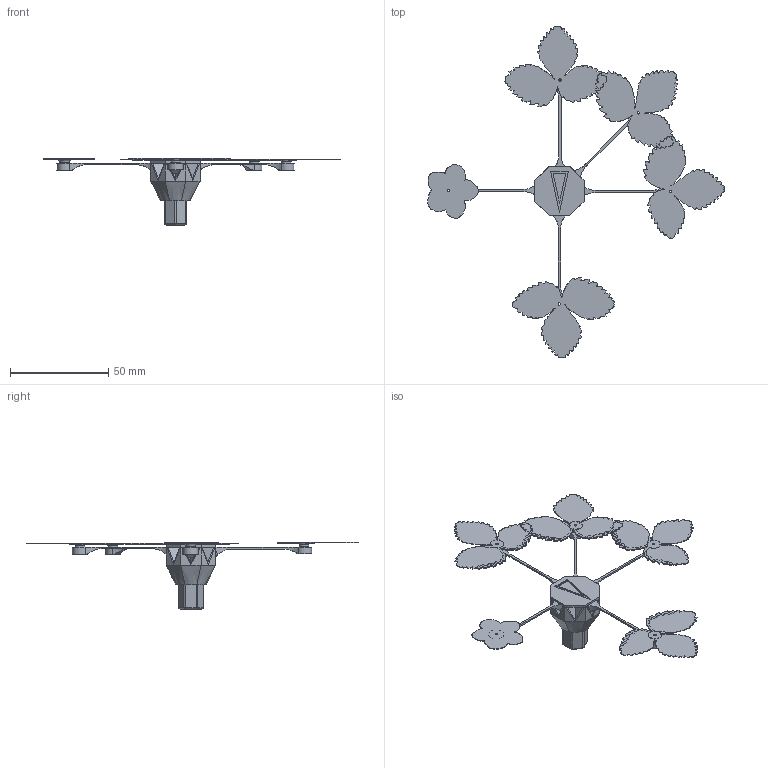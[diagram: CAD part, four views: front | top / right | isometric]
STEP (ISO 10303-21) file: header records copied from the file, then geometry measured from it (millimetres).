
FILE_DESCRIPTION(/* description */ (''),/* implementation_level */ '2;1');
FILE_NAME(/* name */ 'V3_Basic_Disp v6.step',/* time_stamp */ '2024-01-07T13:04:04-08:00',/* author */ (''),/* organization */ (''),/* preprocessor_version */ 'ST-DEVELOPER v20',/* originating_system */ 'Autodesk Translation Framework v12.14.0.127',/* authorisation */ '');
FILE_SCHEMA (('AUTOMOTIVE_DESIGN { 1 0 10303 214 3 1 1 }'));
Products named in the file (8): V3_Basic_Disp; Leaves_Printable v10; Component1; Stem_Long; Leaves_Printable v10_1; Leaves_Printable v10 (1); Leaves_Printable v10 (1)_1; Flower
Assembly tree (10 placements, depth 2):
  V3_Basic_Disp
    Leaves_Printable v10
    Component1
    Stem_Long  x4
    Leaves_Printable v10_1
    Leaves_Printable v10 (1)
    Leaves_Printable v10 (1)_1
    Flower
Bounding box: 150.83 x 168.79 x 34.35 mm (x, y, z)
Volume: 11638.7 mm3; surface area: 16541.1 mm2
Topology: 11 solids, 11 shells, 1218 faces, 3468 edges, 2289 vertices
Faces by surface type: bspline 702, plane 369, cylinder 127, torus 10, sphere 10
Full cylindrical faces by diameter (mm): 1.2 x4, 1.25 x1, 5 x5, 5.25 x5
Entity records: 41463 total; most frequent: CARTESIAN_POINT 19509, ORIENTED_EDGE 6156, EDGE_CURVE 3078, DIRECTION 2648, VERTEX_POINT 2037, LINE 1444, VECTOR 1444, EDGE_LOOP 1099
